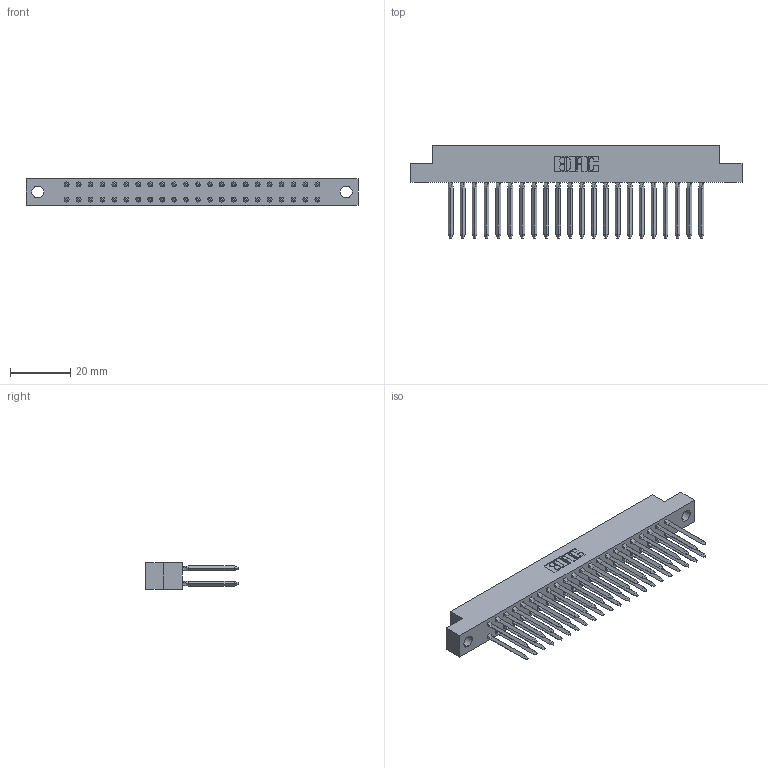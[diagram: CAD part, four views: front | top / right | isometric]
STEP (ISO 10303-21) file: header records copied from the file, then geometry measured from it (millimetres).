
FILE_DESCRIPTION (( 'STEP AP203' ), '1' );
FILE_NAME ('338-044-541-204.STEP', '2020-03-24T18:40:47', ( '' ), ( '' ), 'SwSTEP 2.0', 'SolidWorks 2016', '' );
FILE_SCHEMA (( 'CONFIG_CONTROL_DESIGN' ));
Length unit declared in the file: inch
Products named in the file (3): 338-210-001_338-210-022-004; 338-290-001_541; 338-044-541-204
Assembly tree (45 placements, depth 2):
  338-044-541-204
    338-210-001_338-210-022-004
    338-290-001_541  x44
Bounding box: 110.19 x 30.56 x 8.71 mm (x, y, z)
Volume: 8357.3 mm3; surface area: 15355.5 mm2
Topology: 45 solids, 45 shells, 3056 faces, 8207 edges, 5206 vertices
Faces by surface type: plane 2132, cylinder 748, bspline 176
Entity records: 45398 total; most frequent: CARTESIAN_POINT 9018, ORIENTED_EDGE 7556, DIRECTION 7081, EDGE_CURVE 3778, VECTOR 2815, LINE 2815, VERTEX_POINT 2454, AXIS2_PLACEMENT_3D 2133
